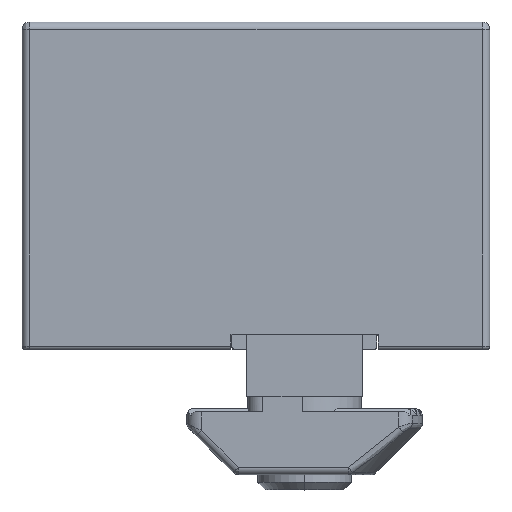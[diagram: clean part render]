
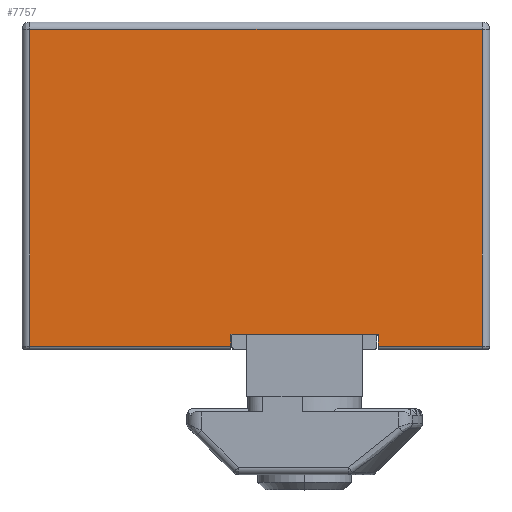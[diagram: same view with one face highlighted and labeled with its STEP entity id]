
A CAD part, top view. The second image highlights one B-rep face of the part: STEP entity #7757.
In plain terms, the highlighted planar face has unit normal (0, 0, 1).
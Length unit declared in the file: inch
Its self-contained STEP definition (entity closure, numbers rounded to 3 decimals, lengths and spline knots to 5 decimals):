
#33 = VERTEX_POINT ( 'NONE', #6349 ) ;
#64 = CARTESIAN_POINT ( 'NONE',  ( -0.73531, 0.85531, 0.737 ) ) ;
#144 = LINE ( 'NONE', #4933, #4623 ) ;
#390 = CARTESIAN_POINT ( 'NONE',  ( -0.19685, 0.03937, 0.737 ) ) ;
#643 = CARTESIAN_POINT ( 'NONE',  ( -0.19685, 0.00787, 0.737 ) ) ;
#689 = DIRECTION ( 'NONE',  ( 0., -1., 0. ) ) ;
#778 = LINE ( 'NONE', #4012, #4121 ) ;
#945 = VERTEX_POINT ( 'NONE', #2350 ) ;
#991 = VECTOR ( 'NONE', #689, 39.37008 ) ;
#996 = ORIENTED_EDGE ( 'NONE', *, *, #2339, .F. ) ;
#1093 = LINE ( 'NONE', #1723, #4506 ) ;
#1364 = VECTOR ( 'NONE', #7617, 39.37008 ) ;
#1441 = VERTEX_POINT ( 'NONE', #1673 ) ;
#1534 = VECTOR ( 'NONE', #2559, 39.37008 ) ;
#1574 = DIRECTION ( 'NONE',  ( 0., 1., 0. ) ) ;
#1673 = CARTESIAN_POINT ( 'NONE',  ( 0.19685, 0.03937, 0.737 ) ) ;
#1723 = CARTESIAN_POINT ( 'NONE',  ( -0.13, 0.03937, 0.737 ) ) ;
#1724 = EDGE_CURVE ( 'NONE', #8074, #5441, #144, .T. ) ;
#1858 = ORIENTED_EDGE ( 'NONE', *, *, #8400, .F. ) ;
#1859 = DIRECTION ( 'NONE',  ( 1., 0., 0. ) ) ;
#1904 = DIRECTION ( 'NONE',  ( 0., 0., 1. ) ) ;
#2339 = EDGE_CURVE ( 'NONE', #4147, #945, #3831, .T. ) ;
#2350 = CARTESIAN_POINT ( 'NONE',  ( 0.47531, 0.85531, 0.737 ) ) ;
#2362 = LINE ( 'NONE', #5048, #3709 ) ;
#2559 = DIRECTION ( 'NONE',  ( 1., 0., 0. ) ) ;
#2764 = ORIENTED_EDGE ( 'NONE', *, *, #5760, .T. ) ;
#2807 = EDGE_CURVE ( 'NONE', #5441, #1441, #1093, .T. ) ;
#2814 = LINE ( 'NONE', #4851, #991 ) ;
#3140 = CARTESIAN_POINT ( 'NONE',  ( 0.47531, 0.00787, 0.737 ) ) ;
#3391 = ORIENTED_EDGE ( 'NONE', *, *, #1724, .T. ) ;
#3709 = VECTOR ( 'NONE', #4438, 39.37008 ) ;
#3831 = LINE ( 'NONE', #8591, #1534 ) ;
#3971 = CARTESIAN_POINT ( 'NONE',  ( -0.13, 0.375, 0.737 ) ) ;
#4012 = CARTESIAN_POINT ( 'NONE',  ( -0.73531, 0.375, 0.737 ) ) ;
#4017 = VERTEX_POINT ( 'NONE', #3140 ) ;
#4052 = EDGE_CURVE ( 'NONE', #5790, #4147, #778, .T. ) ;
#4109 = ORIENTED_EDGE ( 'NONE', *, *, #2807, .T. ) ;
#4121 = VECTOR ( 'NONE', #6734, 39.37008 ) ;
#4129 = DIRECTION ( 'NONE',  ( -1., 0., 0. ) ) ;
#4147 = VERTEX_POINT ( 'NONE', #64 ) ;
#4438 = DIRECTION ( 'NONE',  ( -1., 0., 0. ) ) ;
#4506 = VECTOR ( 'NONE', #1859, 39.37008 ) ;
#4623 = VECTOR ( 'NONE', #1574, 39.37008 ) ;
#4771 = VECTOR ( 'NONE', #4129, 39.37008 ) ;
#4851 = CARTESIAN_POINT ( 'NONE',  ( 0.19685, 0.03937, 0.737 ) ) ;
#4933 = CARTESIAN_POINT ( 'NONE',  ( -0.19685, 0.03937, 0.737 ) ) ;
#5048 = CARTESIAN_POINT ( 'NONE',  ( -0.13, 0.00787, 0.737 ) ) ;
#5058 = EDGE_CURVE ( 'NONE', #4017, #33, #2362, .T. ) ;
#5214 = PLANE ( 'NONE',  #7412 ) ;
#5259 = DIRECTION ( 'NONE',  ( 1., 0., 0. ) ) ;
#5297 = FACE_OUTER_BOUND ( 'NONE', #6727, .T. ) ;
#5441 = VERTEX_POINT ( 'NONE', #390 ) ;
#5654 = CARTESIAN_POINT ( 'NONE',  ( 0.47531, 0.375, 0.737 ) ) ;
#5760 = EDGE_CURVE ( 'NONE', #1441, #33, #2814, .T. ) ;
#5790 = VERTEX_POINT ( 'NONE', #6772 ) ;
#6245 = ORIENTED_EDGE ( 'NONE', *, *, #5058, .F. ) ;
#6329 = ORIENTED_EDGE ( 'NONE', *, *, #4052, .F. ) ;
#6348 = LINE ( 'NONE', #5654, #1364 ) ;
#6349 = CARTESIAN_POINT ( 'NONE',  ( 0.19685, 0.00787, 0.737 ) ) ;
#6727 = EDGE_LOOP ( 'NONE', ( #6329, #7646, #3391, #4109, #2764, #6245, #1858, #996 ) ) ;
#6734 = DIRECTION ( 'NONE',  ( 0., 1., 0. ) ) ;
#6772 = CARTESIAN_POINT ( 'NONE',  ( -0.73531, 0.00787, 0.737 ) ) ;
#6967 = CARTESIAN_POINT ( 'NONE',  ( -0.13, 0.00787, 0.737 ) ) ;
#7016 = LINE ( 'NONE', #6967, #4771 ) ;
#7412 = AXIS2_PLACEMENT_3D ( 'NONE', #3971, #1904, #5259 ) ;
#7617 = DIRECTION ( 'NONE',  ( 0., -1., 0. ) ) ;
#7646 = ORIENTED_EDGE ( 'NONE', *, *, #8178, .F. ) ;
#7757 = ADVANCED_FACE ( 'NONE', ( #5297 ), #5214, .T. ) ;
#8074 = VERTEX_POINT ( 'NONE', #643 ) ;
#8178 = EDGE_CURVE ( 'NONE', #8074, #5790, #7016, .T. ) ;
#8400 = EDGE_CURVE ( 'NONE', #945, #4017, #6348, .T. ) ;
#8591 = CARTESIAN_POINT ( 'NONE',  ( -0.13, 0.85531, 0.737 ) ) ;
